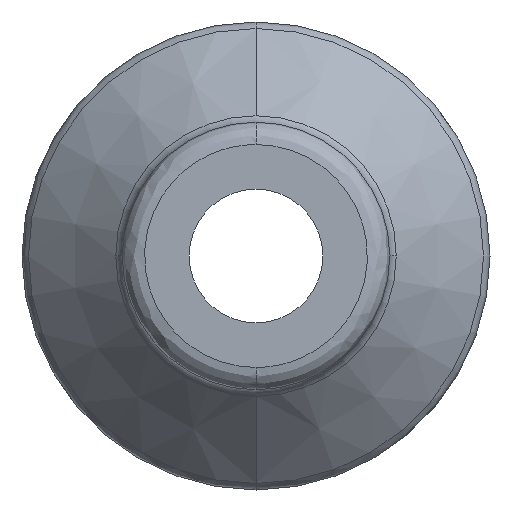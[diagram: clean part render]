
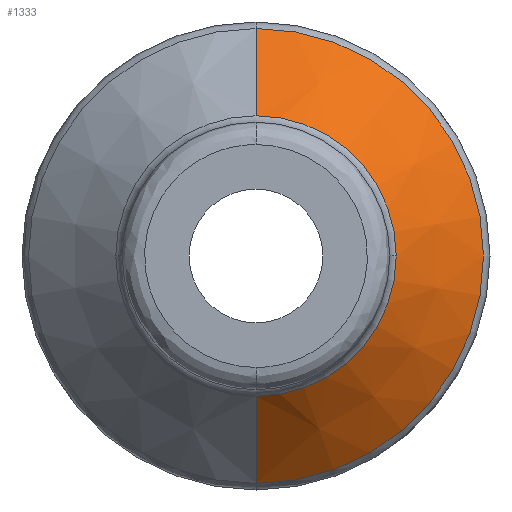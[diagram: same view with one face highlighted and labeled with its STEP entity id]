
A CAD part, front view. The second image highlights one B-rep face of the part: STEP entity #1333.
In plain terms, the highlighted conical face has half-angle 45 degrees and reference radius 5.104 mm.
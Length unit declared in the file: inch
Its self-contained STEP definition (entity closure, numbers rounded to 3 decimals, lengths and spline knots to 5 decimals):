
#11 = ORIENTED_EDGE ( 'NONE', *, *, #96, .T. ) ;
#54 = DIRECTION ( 'NONE',  ( 0., 0.707, 0.707 ) ) ;
#56 = DIRECTION ( 'NONE',  ( 0., 0., -1. ) ) ;
#79 = DIRECTION ( 'NONE',  ( 0., 0.707, -0.707 ) ) ;
#81 = VERTEX_POINT ( 'NONE', #889 ) ;
#96 = EDGE_CURVE ( 'NONE', #506, #341, #1146, .T. ) ;
#123 = CARTESIAN_POINT ( 'NONE',  ( 0.12388, 0.86206, 0. ) ) ;
#199 = CARTESIAN_POINT ( 'NONE',  ( 0., 0.93912, 0.20093 ) ) ;
#211 = CARTESIAN_POINT ( 'NONE',  ( 0., 0.93912, 0. ) ) ;
#329 = DIRECTION ( 'NONE',  ( 0., 0., -1. ) ) ;
#331 = VECTOR ( 'NONE', #54, 39.37008 ) ;
#334 = DIRECTION ( 'NONE',  ( 0., -1., 0. ) ) ;
#338 = CARTESIAN_POINT ( 'NONE',  ( 0., 0.86206, 0. ) ) ;
#341 = VERTEX_POINT ( 'NONE', #744 ) ;
#379 = LINE ( 'NONE', #199, #331 ) ;
#454 = EDGE_CURVE ( 'NONE', #81, #341, #379, .T. ) ;
#472 = ORIENTED_EDGE ( 'NONE', *, *, #454, .F. ) ;
#506 = VERTEX_POINT ( 'NONE', #1302 ) ;
#643 = AXIS2_PLACEMENT_3D ( 'NONE', #211, #768, #993 ) ;
#708 = DIRECTION ( 'NONE',  ( -1., 0., 0. ) ) ;
#714 = DIRECTION ( 'NONE',  ( 0., -1., 0. ) ) ;
#729 = CARTESIAN_POINT ( 'NONE',  ( 0., 0.93912, 0. ) ) ;
#744 = CARTESIAN_POINT ( 'NONE',  ( 0., 0.93912, 0.20093 ) ) ;
#754 = VECTOR ( 'NONE', #79, 39.37008 ) ;
#757 = LINE ( 'NONE', #919, #754 ) ;
#768 = DIRECTION ( 'NONE',  ( 0., 1., 0. ) ) ;
#793 = AXIS2_PLACEMENT_3D ( 'NONE', #1685, #891, #56 ) ;
#807 = ORIENTED_EDGE ( 'NONE', *, *, #1580, .T. ) ;
#837 = EDGE_CURVE ( 'NONE', #1652, #81, #1750, .T. ) ;
#862 = EDGE_LOOP ( 'NONE', ( #955, #807, #11, #472, #1448 ) ) ;
#889 = CARTESIAN_POINT ( 'NONE',  ( 0., 0.86206, 0.12388 ) ) ;
#891 = DIRECTION ( 'NONE',  ( 0., -1., 0. ) ) ;
#914 = CIRCLE ( 'NONE', #793, 0.12388 ) ;
#919 = CARTESIAN_POINT ( 'NONE',  ( 0., 0.93912, -0.20093 ) ) ;
#955 = ORIENTED_EDGE ( 'NONE', *, *, #1479, .F. ) ;
#993 = DIRECTION ( 'NONE',  ( 0., 0., 1. ) ) ;
#1094 = CONICAL_SURFACE ( 'NONE', #643, 0.20093, 0.785 ) ;
#1146 = CIRCLE ( 'NONE', #1581, 0.20093 ) ;
#1150 = FACE_OUTER_BOUND ( 'NONE', #862, .T. ) ;
#1302 = CARTESIAN_POINT ( 'NONE',  ( 0., 0.93912, -0.20093 ) ) ;
#1333 = ADVANCED_FACE ( 'NONE', ( #1150 ), #1094, .T. ) ;
#1427 = CARTESIAN_POINT ( 'NONE',  ( 0., 0.86206, -0.12388 ) ) ;
#1448 = ORIENTED_EDGE ( 'NONE', *, *, #837, .F. ) ;
#1479 = EDGE_CURVE ( 'NONE', #1524, #1652, #914, .T. ) ;
#1524 = VERTEX_POINT ( 'NONE', #1427 ) ;
#1580 = EDGE_CURVE ( 'NONE', #1524, #506, #757, .T. ) ;
#1581 = AXIS2_PLACEMENT_3D ( 'NONE', #729, #714, #708 ) ;
#1652 = VERTEX_POINT ( 'NONE', #123 ) ;
#1679 = AXIS2_PLACEMENT_3D ( 'NONE', #338, #334, #329 ) ;
#1685 = CARTESIAN_POINT ( 'NONE',  ( 0., 0.86206, 0. ) ) ;
#1750 = CIRCLE ( 'NONE', #1679, 0.12388 ) ;
